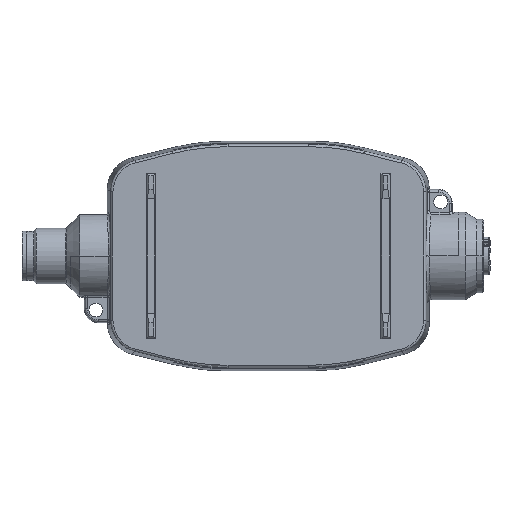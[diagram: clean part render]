
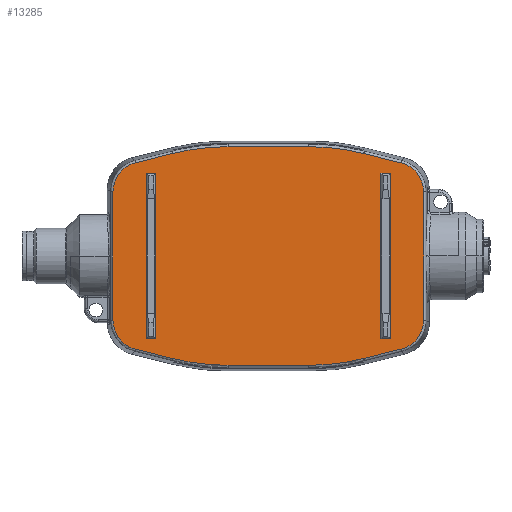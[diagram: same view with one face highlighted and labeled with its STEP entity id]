
A CAD part, front view. The second image highlights one B-rep face of the part: STEP entity #13285.
In plain terms, the highlighted planar face has unit normal (0, -1, 0).
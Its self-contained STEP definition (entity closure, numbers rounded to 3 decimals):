
#1718=DIRECTION('',(0.,0.,-1.));
#1719=VECTOR('',#1718,27.93);
#1720=CARTESIAN_POINT('',(-33.766,-21.8,
13.965));
#1721=LINE('',#1720,#1719);
#2343=DIRECTION('',(1.,0.,0.));
#2344=VECTOR('',#2343,17.516);
#2345=CARTESIAN_POINT('',(-8.758,-21.8,
-23.766));
#2346=LINE('',#2345,#2344);
#2887=CARTESIAN_POINT('',(-27.271,-21.8,
-13.966));
#2888=DIRECTION('',(0.,1.,0.));
#2889=DIRECTION('',(-0.242,0.,-0.97));
#2890=AXIS2_PLACEMENT_3D('',#2887,#2888,#2889);
#2892=CARTESIAN_POINT('',(-27.271,-21.8,
13.966));
#2893=DIRECTION('',(0.,1.,0.));
#2894=DIRECTION('',(-1.,0.,0.));
#2895=AXIS2_PLACEMENT_3D('',#2892,#2893,#2894);
#2897=DIRECTION('',(0.97,0.,0.243));
#2898=VECTOR('',#2897,8.338);
#2899=CARTESIAN_POINT('',(-28.846,-21.8,
20.267));
#2900=LINE('',#2899,#2898);
#2901=CARTESIAN_POINT('',(-8.758,-21.8,
-25.703));
#2902=DIRECTION('',(0.,1.,0.));
#2903=DIRECTION('',(-0.243,0.,0.97));
#2904=AXIS2_PLACEMENT_3D('',#2901,#2902,#2903);
#2906=CARTESIAN_POINT('',(8.758,-21.8,
-25.703));
#2907=DIRECTION('',(0.,1.,0.));
#2908=DIRECTION('',(0.,0.,1.));
#2909=AXIS2_PLACEMENT_3D('',#2906,#2907,#2908);
#2911=DIRECTION('',(0.97,0.,-0.243));
#2912=VECTOR('',#2911,8.338);
#2913=CARTESIAN_POINT('',(20.756,-21.8,22.289));
#2914=LINE('',#2913,#2912);
#2915=CARTESIAN_POINT('',(27.271,-21.8,13.966));
#2916=DIRECTION('',(0.,1.,0.));
#2917=DIRECTION('',(0.242,0.,0.97));
#2918=AXIS2_PLACEMENT_3D('',#2915,#2916,#2917);
#2920=CARTESIAN_POINT('',(27.271,-21.8,
-13.966));
#2921=DIRECTION('',(0.,1.,0.));
#2922=DIRECTION('',(1.,0.,0.));
#2923=AXIS2_PLACEMENT_3D('',#2920,#2921,#2922);
#2925=DIRECTION('',(-0.97,0.,-0.243));
#2926=VECTOR('',#2925,8.338);
#2927=CARTESIAN_POINT('',(28.846,-21.8,
-20.267));
#2928=LINE('',#2927,#2926);
#2929=CARTESIAN_POINT('',(8.758,-21.8,25.703));
#2930=DIRECTION('',(0.,1.,0.));
#2931=DIRECTION('',(0.243,0.,-0.97));
#2932=AXIS2_PLACEMENT_3D('',#2929,#2930,#2931);
#2934=CARTESIAN_POINT('',(-8.758,-21.8,
25.703));
#2935=DIRECTION('',(0.,1.,0.));
#2936=DIRECTION('',(0.,0.,-1.));
#2937=AXIS2_PLACEMENT_3D('',#2934,#2935,#2936);
#2939=DIRECTION('',(-0.97,0.,0.243));
#2940=VECTOR('',#2939,8.338);
#2941=CARTESIAN_POINT('',(-20.756,-21.8,
-22.289));
#2942=LINE('',#2941,#2940);
#2943=DIRECTION('',(0.,0.,-1.));
#2944=VECTOR('',#2943,36.);
#2945=CARTESIAN_POINT('',(24.5,-21.8,18.));
#2946=LINE('',#2945,#2944);
#2947=DIRECTION('',(0.,0.,1.));
#2948=VECTOR('',#2947,36.);
#2949=CARTESIAN_POINT('',(26.5,-21.8,-18.));
#2950=LINE('',#2949,#2948);
#2951=DIRECTION('',(0.,0.,-1.));
#2952=VECTOR('',#2951,36.);
#2953=CARTESIAN_POINT('',(-26.5,-21.8,18.));
#2954=LINE('',#2953,#2952);
#2955=DIRECTION('',(0.,0.,1.));
#2956=VECTOR('',#2955,36.);
#2957=CARTESIAN_POINT('',(-24.5,-21.8,-18.));
#2958=LINE('',#2957,#2956);
#3274=DIRECTION('',(-1.,0.,0.));
#3275=VECTOR('',#3274,17.516);
#3276=CARTESIAN_POINT('',(8.758,-21.8,23.766));
#3277=LINE('',#3276,#3275);
#5411=DIRECTION('',(0.,0.,1.));
#5412=VECTOR('',#5411,27.93);
#5413=CARTESIAN_POINT('',(33.766,-21.8,
-13.965));
#5414=LINE('',#5413,#5412);
#5784=DIRECTION('',(1.,0.,0.));
#5785=VECTOR('',#5784,2.);
#5786=CARTESIAN_POINT('',(24.5,-21.8,18.));
#5787=LINE('',#5786,#5785);
#5836=DIRECTION('',(-1.,0.,0.));
#5837=VECTOR('',#5836,2.);
#5838=CARTESIAN_POINT('',(26.5,-21.8,-18.));
#5839=LINE('',#5838,#5837);
#5916=DIRECTION('',(1.,0.,0.));
#5917=VECTOR('',#5916,2.);
#5918=CARTESIAN_POINT('',(-26.5,-21.8,18.));
#5919=LINE('',#5918,#5917);
#5936=DIRECTION('',(-1.,0.,0.));
#5937=VECTOR('',#5936,2.);
#5938=CARTESIAN_POINT('',(-24.5,-21.8,-18.));
#5939=LINE('',#5938,#5937);
#7678=CARTESIAN_POINT('',(-28.846,-21.8,
-20.267));
#7679=CARTESIAN_POINT('',(-33.766,-21.8,
-13.965));
#7680=VERTEX_POINT('',#7678);
#7681=VERTEX_POINT('',#7679);
#7682=CARTESIAN_POINT('',(-33.766,-21.8,
13.965));
#7683=VERTEX_POINT('',#7682);
#7684=CARTESIAN_POINT('',(-28.846,-21.8,
20.267));
#7685=VERTEX_POINT('',#7684);
#7686=CARTESIAN_POINT('',(-20.756,-21.8,
22.289));
#7687=VERTEX_POINT('',#7686);
#7688=CARTESIAN_POINT('',(-8.758,-21.8,
23.766));
#7689=VERTEX_POINT('',#7688);
#7690=CARTESIAN_POINT('',(8.758,-21.8,23.766));
#7691=VERTEX_POINT('',#7690);
#7692=CARTESIAN_POINT('',(20.756,-21.8,22.289));
#7693=VERTEX_POINT('',#7692);
#7694=CARTESIAN_POINT('',(28.846,-21.8,20.267));
#7695=VERTEX_POINT('',#7694);
#7696=CARTESIAN_POINT('',(33.766,-21.8,13.965));
#7697=VERTEX_POINT('',#7696);
#7698=CARTESIAN_POINT('',(33.766,-21.8,
-13.965));
#7699=VERTEX_POINT('',#7698);
#7700=CARTESIAN_POINT('',(28.846,-21.8,
-20.267));
#7701=VERTEX_POINT('',#7700);
#7702=CARTESIAN_POINT('',(20.756,-21.8,
-22.289));
#7703=VERTEX_POINT('',#7702);
#7704=CARTESIAN_POINT('',(8.758,-21.8,
-23.766));
#7705=VERTEX_POINT('',#7704);
#7706=CARTESIAN_POINT('',(-8.758,-21.8,
-23.766));
#7707=VERTEX_POINT('',#7706);
#7708=CARTESIAN_POINT('',(-20.756,-21.8,
-22.289));
#7709=VERTEX_POINT('',#7708);
#7710=CARTESIAN_POINT('',(24.5,-21.8,18.));
#7711=CARTESIAN_POINT('',(26.5,-21.8,18.));
#7712=VERTEX_POINT('',#7710);
#7713=VERTEX_POINT('',#7711);
#7714=CARTESIAN_POINT('',(24.5,-21.8,-18.));
#7715=VERTEX_POINT('',#7714);
#7716=CARTESIAN_POINT('',(26.5,-21.8,-18.));
#7717=VERTEX_POINT('',#7716);
#7718=CARTESIAN_POINT('',(-26.5,-21.8,18.));
#7719=CARTESIAN_POINT('',(-26.5,-21.8,-18.));
#7720=VERTEX_POINT('',#7718);
#7721=VERTEX_POINT('',#7719);
#7722=CARTESIAN_POINT('',(-24.5,-21.8,-18.));
#7723=VERTEX_POINT('',#7722);
#7724=CARTESIAN_POINT('',(-24.5,-21.8,18.));
#7725=VERTEX_POINT('',#7724);
#13234=CARTESIAN_POINT('',(0.,-21.8,0.));
#13235=DIRECTION('',(0.,1.,0.));
#13236=DIRECTION('',(-1.,0.,0.));
#13237=AXIS2_PLACEMENT_3D('',#13234,#13235,#13236);
#13238=PLANE('',#13237);
#13239=ORIENTED_EDGE('',*,*,#12212,.T.);
#13240=ORIENTED_EDGE('',*,*,#10927,.F.);
#13241=ORIENTED_EDGE('',*,*,#10950,.T.);
#13243=ORIENTED_EDGE('',*,*,#13242,.T.);
#13245=ORIENTED_EDGE('',*,*,#13244,.T.);
#13247=ORIENTED_EDGE('',*,*,#13246,.F.);
#13249=ORIENTED_EDGE('',*,*,#13248,.T.);
#13251=ORIENTED_EDGE('',*,*,#13250,.T.);
#13253=ORIENTED_EDGE('',*,*,#13252,.T.);
#13255=ORIENTED_EDGE('',*,*,#13254,.F.);
#13256=ORIENTED_EDGE('',*,*,#11363,.T.);
#13257=ORIENTED_EDGE('',*,*,#11386,.T.);
#13259=ORIENTED_EDGE('',*,*,#13258,.T.);
#13260=ORIENTED_EDGE('',*,*,#12148,.F.);
#13261=ORIENTED_EDGE('',*,*,#12170,.T.);
#13262=ORIENTED_EDGE('',*,*,#12191,.T.);
#13263=EDGE_LOOP('',(#13239,#13240,#13241,#13243,#13245,#13247,#13249,#13251,
#13253,#13255,#13256,#13257,#13259,#13260,#13261,#13262));
#13264=FACE_OUTER_BOUND('',#13263,.F.);
#13266=ORIENTED_EDGE('',*,*,#13265,.F.);
#13268=ORIENTED_EDGE('',*,*,#13267,.T.);
#13270=ORIENTED_EDGE('',*,*,#13269,.F.);
#13272=ORIENTED_EDGE('',*,*,#13271,.T.);
#13273=EDGE_LOOP('',(#13266,#13268,#13270,#13272));
#13274=FACE_BOUND('',#13273,.F.);
#13276=ORIENTED_EDGE('',*,*,#13275,.T.);
#13278=ORIENTED_EDGE('',*,*,#13277,.F.);
#13280=ORIENTED_EDGE('',*,*,#13279,.T.);
#13282=ORIENTED_EDGE('',*,*,#13281,.F.);
#13283=EDGE_LOOP('',(#13276,#13278,#13280,#13282));
#13284=FACE_BOUND('',#13283,.F.);
#13285=ADVANCED_FACE('',(#13264,#13274,#13284),#13238,.F.);
#2891=CIRCLE('',#2890,6.495);
#2896=CIRCLE('',#2895,6.495);
#2905=CIRCLE('',#2904,49.47);
#2910=CIRCLE('',#2909,49.47);
#2919=CIRCLE('',#2918,6.495);
#2924=CIRCLE('',#2923,6.495);
#2933=CIRCLE('',#2932,49.47);
#2938=CIRCLE('',#2937,49.47);
#10927=EDGE_CURVE('',#7683,#7681,#1721,.T.);
#10950=EDGE_CURVE('',#7683,#7685,#2896,.T.);
#11363=EDGE_CURVE('',#7699,#7701,#2924,.T.);
#11386=EDGE_CURVE('',#7701,#7703,#2928,.T.);
#12148=EDGE_CURVE('',#7707,#7705,#2346,.T.);
#12170=EDGE_CURVE('',#7707,#7709,#2938,.T.);
#12191=EDGE_CURVE('',#7709,#7680,#2942,.T.);
#12212=EDGE_CURVE('',#7680,#7681,#2891,.T.);
#13242=EDGE_CURVE('',#7685,#7687,#2900,.T.);
#13244=EDGE_CURVE('',#7687,#7689,#2905,.T.);
#13246=EDGE_CURVE('',#7691,#7689,#3277,.T.);
#13248=EDGE_CURVE('',#7691,#7693,#2910,.T.);
#13250=EDGE_CURVE('',#7693,#7695,#2914,.T.);
#13252=EDGE_CURVE('',#7695,#7697,#2919,.T.);
#13254=EDGE_CURVE('',#7699,#7697,#5414,.T.);
#13258=EDGE_CURVE('',#7703,#7705,#2933,.T.);
#13265=EDGE_CURVE('',#7712,#7713,#5787,.T.);
#13267=EDGE_CURVE('',#7712,#7715,#2946,.T.);
#13269=EDGE_CURVE('',#7717,#7715,#5839,.T.);
#13271=EDGE_CURVE('',#7717,#7713,#2950,.T.);
#13275=EDGE_CURVE('',#7720,#7721,#2954,.T.);
#13277=EDGE_CURVE('',#7723,#7721,#5939,.T.);
#13279=EDGE_CURVE('',#7723,#7725,#2958,.T.);
#13281=EDGE_CURVE('',#7720,#7725,#5919,.T.);
